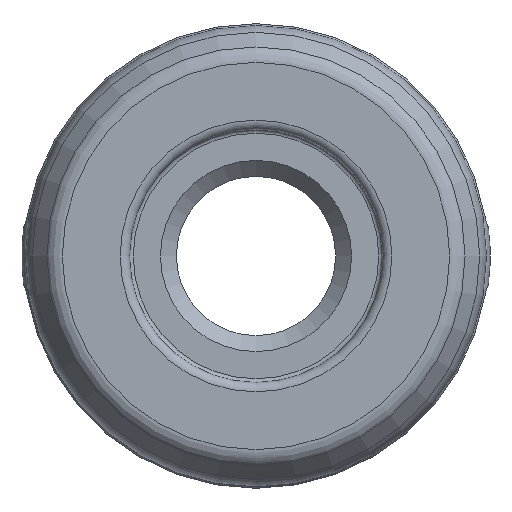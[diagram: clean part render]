
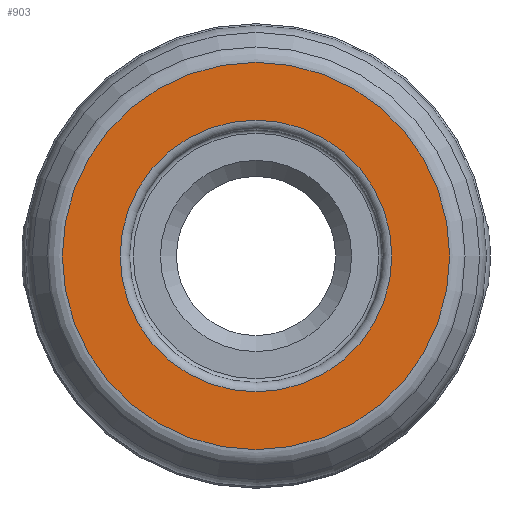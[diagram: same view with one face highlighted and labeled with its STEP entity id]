
A CAD part, front view. The second image highlights one B-rep face of the part: STEP entity #903.
In plain terms, the highlighted planar face has unit normal (0, -1, 0).
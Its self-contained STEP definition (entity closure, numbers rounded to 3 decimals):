
#34 = CARTESIAN_POINT ( 'NONE',  ( 10.337, -12.1, 0. ) ) ;
#155 = CIRCLE ( 'NONE', #391, 7.25 ) ;
#182 = DIRECTION ( 'NONE',  ( 0., 0., -1. ) ) ;
#185 = CARTESIAN_POINT ( 'NONE',  ( 0., -12.1, -10.337 ) ) ;
#195 = AXIS2_PLACEMENT_3D ( 'NONE', #34, #335, #641 ) ;
#199 = DIRECTION ( 'NONE',  ( 0., -1., 0. ) ) ;
#216 = VERTEX_POINT ( 'NONE', #288 ) ;
#230 = EDGE_LOOP ( 'NONE', ( #828 ) ) ;
#288 = CARTESIAN_POINT ( 'NONE',  ( 0., -12.1, -7.25 ) ) ;
#335 = DIRECTION ( 'NONE',  ( 0., 1., 0. ) ) ;
#383 = EDGE_LOOP ( 'NONE', ( #445 ) ) ;
#391 = AXIS2_PLACEMENT_3D ( 'NONE', #493, #642, #182 ) ;
#445 = ORIENTED_EDGE ( 'NONE', *, *, #533, .T. ) ;
#473 = FACE_OUTER_BOUND ( 'NONE', #383, .T. ) ;
#493 = CARTESIAN_POINT ( 'NONE',  ( 0., -12.1, 0. ) ) ;
#533 = EDGE_CURVE ( 'NONE', #866, #866, #724, .T. ) ;
#544 = FACE_BOUND ( 'NONE', #230, .T. ) ;
#641 = DIRECTION ( 'NONE',  ( 0., 0., 1. ) ) ;
#642 = DIRECTION ( 'NONE',  ( 0., -1., 0. ) ) ;
#670 = EDGE_CURVE ( 'NONE', #216, #216, #155, .T. ) ;
#677 = AXIS2_PLACEMENT_3D ( 'NONE', #797, #199, #935 ) ;
#724 = CIRCLE ( 'NONE', #677, 10.337 ) ;
#768 = PLANE ( 'NONE',  #195 ) ;
#797 = CARTESIAN_POINT ( 'NONE',  ( 0., -12.1, 0. ) ) ;
#828 = ORIENTED_EDGE ( 'NONE', *, *, #670, .F. ) ;
#866 = VERTEX_POINT ( 'NONE', #185 ) ;
#903 = ADVANCED_FACE ( 'NONE', ( #544, #473 ), #768, .F. ) ;
#935 = DIRECTION ( 'NONE',  ( 0., 0., -1. ) ) ;
